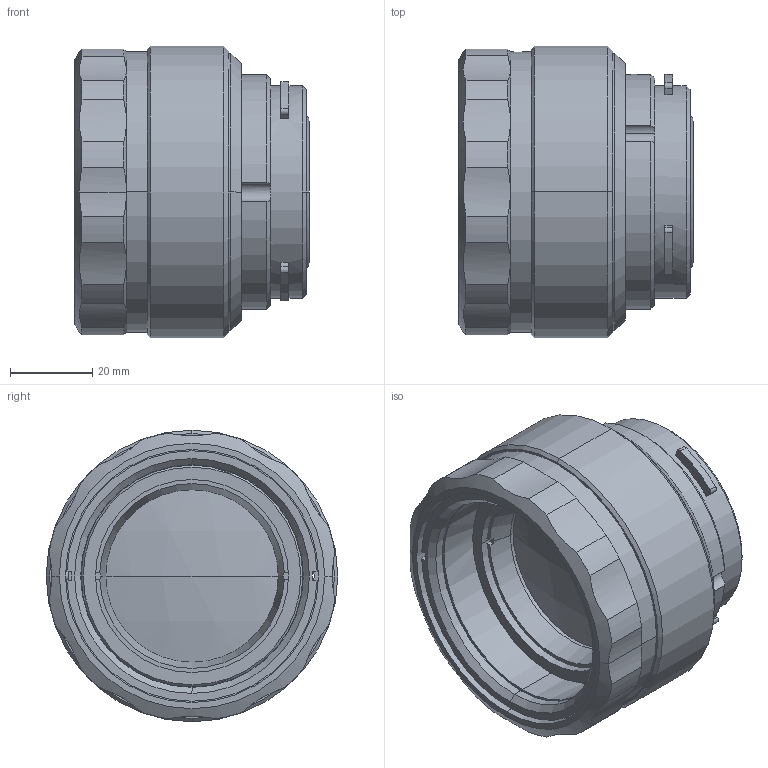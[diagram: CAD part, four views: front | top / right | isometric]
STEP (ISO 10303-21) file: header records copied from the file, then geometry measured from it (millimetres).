
FILE_DESCRIPTION (( 'STEP AP214' ), '1' );
FILE_NAME ('MW03523.STEP', '2016-03-14T08:43:52', ( '' ), ( '' ), 'SwSTEP 2.0', 'SolidWorks 2015', '' );
FILE_SCHEMA (( 'AUTOMOTIVE_DESIGN' ));
Length unit declared in the file: millimetre
Products named in the file (1): MW03523
Bounding box: 57.05 x 71 x 71 mm (x, y, z)
Surface area: 37730.1 mm2 (no closed solid volume)
Topology: 0 solids, 10 shells, 148 faces, 448 edges, 309 vertices
Faces by surface type: cylinder 81, plane 40, cone 23, sphere 2, torus 2
Entity records: 7338 total; most frequent: CARTESIAN_POINT 1603, DIRECTION 890, ORIENTED_EDGE 802, EDGE_CURVE 448, AXIS2_PLACEMENT_3D 358, VERTEX_POINT 309, CIRCLE 209, LINE 174
